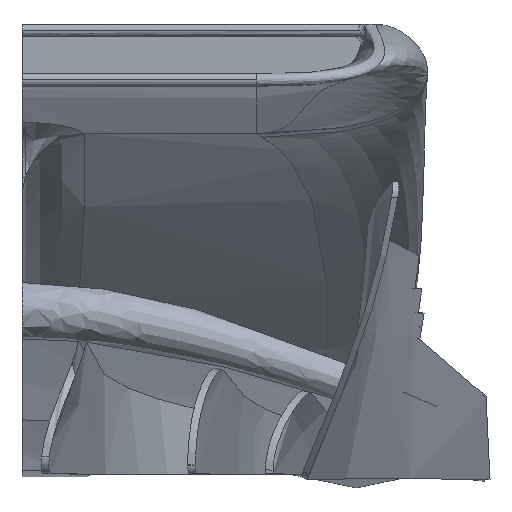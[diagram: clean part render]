
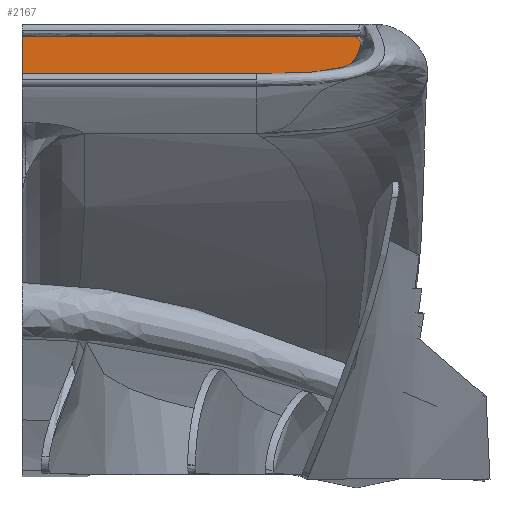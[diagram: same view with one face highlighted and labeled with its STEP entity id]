
A CAD part, top view. The second image highlights one B-rep face of the part: STEP entity #2167.
In plain terms, the highlighted free-form (B-spline) face has degree [1, 1] with [2, 2] control points.
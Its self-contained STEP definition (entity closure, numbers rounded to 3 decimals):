
#977 = VERTEX_POINT('',#978);
#978 = CARTESIAN_POINT('',(123.496,32.765,
    0.));
#993 = EDGE_CURVE('',#994,#977,#996,.T.);
#994 = VERTEX_POINT('',#995);
#995 = CARTESIAN_POINT('',(85.424,4.716,
    0.));
#996 = B_SPLINE_CURVE_WITH_KNOTS('',3,(#997,#998,#999,#1000),
  .UNSPECIFIED.,.F.,.F.,(4,4),(0.,0.865),
  .PIECEWISE_BEZIER_KNOTS.);
#997 = CARTESIAN_POINT('',(85.424,4.716,
    0.));
#998 = CARTESIAN_POINT('',(116.488,4.716,
    0.));
#999 = CARTESIAN_POINT('',(121.741,17.851,
    0.));
#1000 = CARTESIAN_POINT('',(123.496,32.765,
    0.));
#1300 = EDGE_CURVE('',#1301,#1303,#1305,.T.);
#1301 = VERTEX_POINT('',#1302);
#1302 = CARTESIAN_POINT('',(121.232,35.309,
    0.));
#1303 = VERTEX_POINT('',#1304);
#1304 = CARTESIAN_POINT('',(0.,35.309,0.));
#1305 = B_SPLINE_CURVE_WITH_KNOTS('',1,(#1306,#1307),.UNSPECIFIED.,.F.,
  .F.,(2,2),(4.562,111.),.PIECEWISE_BEZIER_KNOTS.);
#1306 = CARTESIAN_POINT('',(121.232,35.309,
    0.));
#1307 = CARTESIAN_POINT('',(0.,35.309,0.));
#1486 = VERTEX_POINT('',#1487);
#1487 = CARTESIAN_POINT('',(0.,4.716,0.));
#1508 = EDGE_CURVE('',#1303,#1486,#1509,.T.);
#1509 = B_SPLINE_CURVE_WITH_KNOTS('',1,(#1510,#1511),.UNSPECIFIED.,.F.,
  .F.,(2,2),(-13.594,13.266),.PIECEWISE_BEZIER_KNOTS.);
#1510 = CARTESIAN_POINT('',(0.,35.309,
    0.));
#1511 = CARTESIAN_POINT('',(0.,4.716,
    0.));
#1524 = EDGE_CURVE('',#994,#1486,#1525,.T.);
#1525 = B_SPLINE_CURVE_WITH_KNOTS('',1,(#1526,#1527),.UNSPECIFIED.,.F.,
  .F.,(2,2),(-0.,75.),.PIECEWISE_BEZIER_KNOTS.);
#1526 = CARTESIAN_POINT('',(85.424,4.716,
    0.));
#1527 = CARTESIAN_POINT('',(0.,4.716,0.));
#1691 = EDGE_CURVE('',#977,#1301,#1692,.T.);
#1692 = B_SPLINE_CURVE_WITH_KNOTS('',3,(#1693,#1694,#1695,#1696,#1697,
    #1698,#1699,#1700,#1701,#1702,#1703,#1704,#1705,#1706,#1707,#1708,
    #1709,#1710),.UNSPECIFIED.,.F.,.F.,(4,2,2,2,2,2,2,2,4),(
    0.,0.,0.001,
    0.001,0.002,0.002,
    0.003,0.003,0.003),
  .UNSPECIFIED.);
#1693 = CARTESIAN_POINT('',(123.496,32.765,
    0.));
#1694 = CARTESIAN_POINT('',(123.515,32.925,
    0.));
#1695 = CARTESIAN_POINT('',(123.516,33.085,
    0.));
#1696 = CARTESIAN_POINT('',(123.486,33.403,
    0.));
#1697 = CARTESIAN_POINT('',(123.454,33.563,
    0.));
#1698 = CARTESIAN_POINT('',(123.358,33.868,
    0.));
#1699 = CARTESIAN_POINT('',(123.294,34.014,
    0.));
#1700 = CARTESIAN_POINT('',(123.135,34.294,
    0.));
#1701 = CARTESIAN_POINT('',(123.041,34.426,
    0.));
#1702 = CARTESIAN_POINT('',(122.829,34.664,
    0.));
#1703 = CARTESIAN_POINT('',(122.709,34.773,
    0.));
#1704 = CARTESIAN_POINT('',(122.45,34.963,
    0.));
#1705 = CARTESIAN_POINT('',(122.312,35.043,
    0.));
#1706 = CARTESIAN_POINT('',(122.02,35.174,
    0.));
#1707 = CARTESIAN_POINT('',(121.865,35.225,
    0.));
#1708 = CARTESIAN_POINT('',(121.552,35.292,
    0.));
#1709 = CARTESIAN_POINT('',(121.393,35.309,
    0.));
#1710 = CARTESIAN_POINT('',(121.232,35.309,
    0.));
#2167 = ADVANCED_FACE('',(#2168),#2175,.F.);
#2168 = FACE_BOUND('',#2169,.T.);
#2169 = EDGE_LOOP('',(#2170,#2171,#2172,#2173,#2174));
#2170 = ORIENTED_EDGE('',*,*,#1524,.F.);
#2171 = ORIENTED_EDGE('',*,*,#993,.T.);
#2172 = ORIENTED_EDGE('',*,*,#1691,.T.);
#2173 = ORIENTED_EDGE('',*,*,#1300,.T.);
#2174 = ORIENTED_EDGE('',*,*,#1508,.T.);
#2175 = B_SPLINE_SURFACE_WITH_KNOTS('',1,1,(
    (#2176,#2177)
    ,(#2178,#2179
    )),.UNSPECIFIED.,.F.,.F.,.F.,(2,2),(2,2),(0.,
    108.444),(4.,30.859),.PIECEWISE_BEZIER_KNOTS.);
#2176 = CARTESIAN_POINT('',(0.,35.309,
    0.));
#2177 = CARTESIAN_POINT('',(0.,4.716,
    0.));
#2178 = CARTESIAN_POINT('',(123.516,35.309,
    0.));
#2179 = CARTESIAN_POINT('',(123.516,4.716,
    0.));
